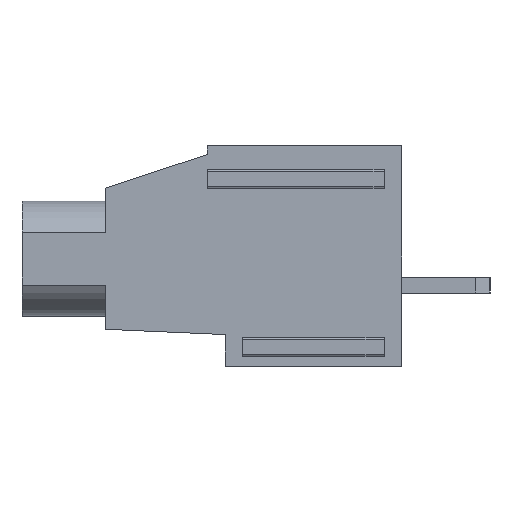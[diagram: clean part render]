
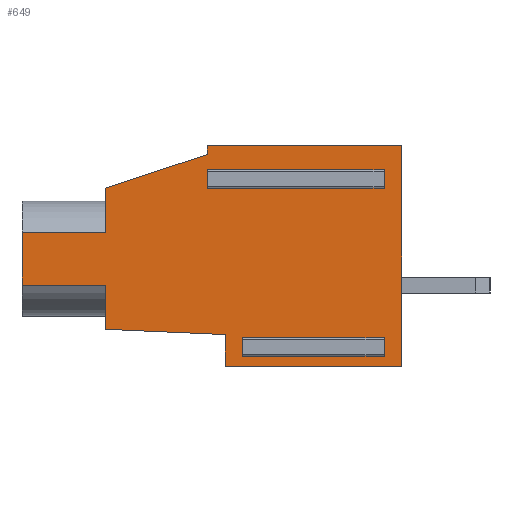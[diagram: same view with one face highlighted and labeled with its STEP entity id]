
A CAD part, left-side view. The second image highlights one B-rep face of the part: STEP entity #649.
In plain terms, the highlighted planar face has unit normal (-1, 0, 0).
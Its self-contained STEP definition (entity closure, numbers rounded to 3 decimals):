
#649 = ADVANCED_FACE( '', ( #1296, #1297, #1298 ), #1299, .F. );
#1296 = FACE_OUTER_BOUND( '', #1960, .T. );
#1297 = FACE_BOUND( '', #1961, .T. );
#1298 = FACE_BOUND( '', #1962, .T. );
#1299 = PLANE( '', #1963 );
#1960 = EDGE_LOOP( '', ( #3712, #3713, #3714, #3715, #3716, #3717, #3718, #3719, #3720, #3721, #3722, #3723 ) );
#1961 = EDGE_LOOP( '', ( #3724, #3725, #3726, #3727 ) );
#1962 = EDGE_LOOP( '', ( #3728, #3729, #3730, #3731 ) );
#1963 = AXIS2_PLACEMENT_3D( '', #3732, #3733, #3734 );
#3712 = ORIENTED_EDGE( '', *, *, #4738, .T. );
#3713 = ORIENTED_EDGE( '', *, *, #4945, .F. );
#3714 = ORIENTED_EDGE( '', *, *, #4832, .F. );
#3715 = ORIENTED_EDGE( '', *, *, #4963, .F. );
#3716 = ORIENTED_EDGE( '', *, *, #4306, .T. );
#3717 = ORIENTED_EDGE( '', *, *, #4964, .T. );
#3718 = ORIENTED_EDGE( '', *, *, #4909, .F. );
#3719 = ORIENTED_EDGE( '', *, *, #4965, .T. );
#3720 = ORIENTED_EDGE( '', *, *, #4641, .T. );
#3721 = ORIENTED_EDGE( '', *, *, #4880, .T. );
#3722 = ORIENTED_EDGE( '', *, *, #4892, .F. );
#3723 = ORIENTED_EDGE( '', *, *, #4429, .T. );
#3724 = ORIENTED_EDGE( '', *, *, #4323, .F. );
#3725 = ORIENTED_EDGE( '', *, *, #4756, .T. );
#3726 = ORIENTED_EDGE( '', *, *, #4530, .F. );
#3727 = ORIENTED_EDGE( '', *, *, #4581, .T. );
#3728 = ORIENTED_EDGE( '', *, *, #4521, .F. );
#3729 = ORIENTED_EDGE( '', *, *, #4966, .F. );
#3730 = ORIENTED_EDGE( '', *, *, #4301, .F. );
#3731 = ORIENTED_EDGE( '', *, *, #4736, .T. );
#3732 = CARTESIAN_POINT( '', ( 0., 10., -10.091 ) );
#3733 = DIRECTION( '', ( 1., 0., 0. ) );
#3734 = DIRECTION( '', ( 0., 0., -1. ) );
#4301 = EDGE_CURVE( '', #5218, #5220, #5221, .T. );
#4306 = EDGE_CURVE( '', #5229, #5227, #5230, .T. );
#4323 = EDGE_CURVE( '', #5254, #5256, #5257, .T. );
#4429 = EDGE_CURVE( '', #5434, #5432, #5435, .T. );
#4521 = EDGE_CURVE( '', #5582, #5584, #5585, .T. );
#4530 = EDGE_CURVE( '', #5597, #5599, #5600, .T. );
#4581 = EDGE_CURVE( '', #5597, #5256, #5678, .T. );
#4641 = EDGE_CURVE( '', #5770, #5768, #5771, .T. );
#4736 = EDGE_CURVE( '', #5218, #5584, #5911, .T. );
#4738 = EDGE_CURVE( '', #5432, #5913, #5914, .T. );
#4756 = EDGE_CURVE( '', #5254, #5599, #5934, .T. );
#4832 = EDGE_CURVE( '', #6042, #6044, #6045, .T. );
#4880 = EDGE_CURVE( '', #5768, #6107, #6109, .T. );
#4892 = EDGE_CURVE( '', #5434, #6107, #6123, .T. );
#4909 = EDGE_CURVE( '', #6144, #6146, #6147, .T. );
#4945 = EDGE_CURVE( '', #6044, #5913, #6190, .T. );
#4963 = EDGE_CURVE( '', #5229, #6042, #6212, .T. );
#4964 = EDGE_CURVE( '', #5227, #6146, #6213, .T. );
#4965 = EDGE_CURVE( '', #6144, #5770, #6214, .T. );
#4966 = EDGE_CURVE( '', #5220, #5582, #6215, .T. );
#5218 = VERTEX_POINT( '', #6547 );
#5220 = VERTEX_POINT( '', #6549 );
#5221 = LINE( '', #6550, #6551 );
#5227 = VERTEX_POINT( '', #6558 );
#5229 = VERTEX_POINT( '', #6561 );
#5230 = LINE( '', #6562, #6563 );
#5254 = VERTEX_POINT( '', #6595 );
#5256 = VERTEX_POINT( '', #6597 );
#5257 = LINE( '', #6598, #6599 );
#5432 = VERTEX_POINT( '', #6848 );
#5434 = VERTEX_POINT( '', #6851 );
#5435 = LINE( '', #6852, #6853 );
#5582 = VERTEX_POINT( '', #7053 );
#5584 = VERTEX_POINT( '', #7055 );
#5585 = LINE( '', #7056, #7057 );
#5597 = VERTEX_POINT( '', #7071 );
#5599 = VERTEX_POINT( '', #7073 );
#5600 = LINE( '', #7074, #7075 );
#5678 = LINE( '', #7185, #7186 );
#5768 = VERTEX_POINT( '', #7317 );
#5770 = VERTEX_POINT( '', #7320 );
#5771 = LINE( '', #7321, #7322 );
#5911 = LINE( '', #7530, #7531 );
#5913 = VERTEX_POINT( '', #7533 );
#5914 = LINE( '', #7534, #7535 );
#5934 = LINE( '', #7565, #7566 );
#6042 = VERTEX_POINT( '', #7726 );
#6044 = VERTEX_POINT( '', #7729 );
#6045 = LINE( '', #7730, #7731 );
#6107 = VERTEX_POINT( '', #7828 );
#6109 = LINE( '', #7831, #7832 );
#6123 = LINE( '', #7853, #7854 );
#6144 = VERTEX_POINT( '', #7883 );
#6146 = VERTEX_POINT( '', #7886 );
#6147 = LINE( '', #7887, #7888 );
#6190 = LINE( '', #7951, #7952 );
#6212 = LINE( '', #7985, #7986 );
#6213 = LINE( '', #7987, #7988 );
#6214 = LINE( '', #7989, #7990 );
#6215 = LINE( '', #7991, #7992 );
#6547 = CARTESIAN_POINT( '', ( 0., 1., -1.473 ) );
#6549 = CARTESIAN_POINT( '', ( 0., 11., -1.473 ) );
#6550 = CARTESIAN_POINT( '', ( 0., 5.057, -1.473 ) );
#6551 = VECTOR( '', #8203, 1000. );
#6558 = CARTESIAN_POINT( '', ( 0., 11., -0.5 ) );
#6561 = CARTESIAN_POINT( '', ( 0., 11., 0. ) );
#6562 = CARTESIAN_POINT( '', ( 0., 11., -8.666 ) );
#6563 = VECTOR( '', #8209, 1000. );
#6595 = CARTESIAN_POINT( '', ( 0., 1., -10.973 ) );
#6597 = CARTESIAN_POINT( '', ( 0., 9., -10.973 ) );
#6598 = CARTESIAN_POINT( '', ( 0., 5.057, -10.973 ) );
#6599 = VECTOR( '', #8230, 1000. );
#6848 = CARTESIAN_POINT( '', ( 0., 10., -10.7 ) );
#6851 = CARTESIAN_POINT( '', ( 0., 16.8, -10.4 ) );
#6852 = CARTESIAN_POINT( '', ( 0., 5.057, -10.918 ) );
#6853 = VECTOR( '', #8336, 1000. );
#7053 = CARTESIAN_POINT( '', ( 0., 11., -2.327 ) );
#7055 = CARTESIAN_POINT( '', ( 0., 1., -2.327 ) );
#7056 = CARTESIAN_POINT( '', ( 0., 5.057, -2.327 ) );
#7057 = VECTOR( '', #8450, 1000. );
#7071 = CARTESIAN_POINT( '', ( 0., 9., -11.827 ) );
#7073 = CARTESIAN_POINT( '', ( 0., 1., -11.827 ) );
#7074 = CARTESIAN_POINT( '', ( 0., 5.057, -11.827 ) );
#7075 = VECTOR( '', #8465, 1000. );
#7185 = CARTESIAN_POINT( '', ( 0., 9., -8.666 ) );
#7186 = VECTOR( '', #8516, 1000. );
#7317 = CARTESIAN_POINT( '', ( 0., 21.5, -7.9 ) );
#7320 = CARTESIAN_POINT( '', ( 0., 21.5, -4.9 ) );
#7321 = CARTESIAN_POINT( '', ( 0., 21.5, -8.666 ) );
#7322 = VECTOR( '', #8568, 1000. );
#7530 = CARTESIAN_POINT( '', ( 0., 1., -8.666 ) );
#7531 = VECTOR( '', #8658, 1000. );
#7533 = CARTESIAN_POINT( '', ( 0., 10., -12.5 ) );
#7534 = CARTESIAN_POINT( '', ( 0., 10., -8.666 ) );
#7535 = VECTOR( '', #8659, 1000. );
#7565 = CARTESIAN_POINT( '', ( 0., 1., -8.666 ) );
#7566 = VECTOR( '', #8673, 1000. );
#7726 = CARTESIAN_POINT( '', ( 0., 0., 0. ) );
#7729 = CARTESIAN_POINT( '', ( 0., 0., -12.5 ) );
#7730 = CARTESIAN_POINT( '', ( 0., 0., -8.666 ) );
#7731 = VECTOR( '', #8733, 1000. );
#7828 = CARTESIAN_POINT( '', ( 0., 16.8, -7.9 ) );
#7831 = CARTESIAN_POINT( '', ( 0., 5.057, -7.9 ) );
#7832 = VECTOR( '', #8770, 1000. );
#7853 = CARTESIAN_POINT( '', ( 0., 16.8, -8.666 ) );
#7854 = VECTOR( '', #8778, 1000. );
#7883 = CARTESIAN_POINT( '', ( 0., 16.8, -4.9 ) );
#7886 = CARTESIAN_POINT( '', ( 0., 16.8, -2.4 ) );
#7887 = CARTESIAN_POINT( '', ( 0., 16.8, -8.666 ) );
#7888 = VECTOR( '', #8791, 1000. );
#7951 = CARTESIAN_POINT( '', ( 0., 5.057, -12.5 ) );
#7952 = VECTOR( '', #8818, 1000. );
#7985 = CARTESIAN_POINT( '', ( 0., 5.057, 0. ) );
#7986 = VECTOR( '', #8830, 1000. );
#7987 = CARTESIAN_POINT( '', ( 0., 5.057, 1.447 ) );
#7988 = VECTOR( '', #8831, 1000. );
#7989 = CARTESIAN_POINT( '', ( 0., 5.057, -4.9 ) );
#7990 = VECTOR( '', #8832, 1000. );
#7991 = CARTESIAN_POINT( '', ( 0., 11., -8.666 ) );
#7992 = VECTOR( '', #8833, 1000. );
#8203 = DIRECTION( '', ( 0., 1., 0. ) );
#8209 = DIRECTION( '', ( 0., 0., -1. ) );
#8230 = DIRECTION( '', ( 0., 1., 0. ) );
#8336 = DIRECTION( '', ( 0., -0.999, -0.044 ) );
#8450 = DIRECTION( '', ( 0., -1., 0. ) );
#8465 = DIRECTION( '', ( 0., -1., 0. ) );
#8516 = DIRECTION( '', ( 0., 0., 1. ) );
#8568 = DIRECTION( '', ( 0., 0., -1. ) );
#8658 = DIRECTION( '', ( 0., 0., -1. ) );
#8659 = DIRECTION( '', ( 0., 0., -1. ) );
#8673 = DIRECTION( '', ( 0., 0., -1. ) );
#8733 = DIRECTION( '', ( 0., 0., -1. ) );
#8770 = DIRECTION( '', ( 0., -1., 0. ) );
#8778 = DIRECTION( '', ( 0., 0., 1. ) );
#8791 = DIRECTION( '', ( 0., 0., 1. ) );
#8818 = DIRECTION( '', ( 0., 1., 0. ) );
#8830 = DIRECTION( '', ( 0., -1., 0. ) );
#8831 = DIRECTION( '', ( 0., 0.95, -0.311 ) );
#8832 = DIRECTION( '', ( 0., 1., 0. ) );
#8833 = DIRECTION( '', ( 0., 0., -1. ) );
